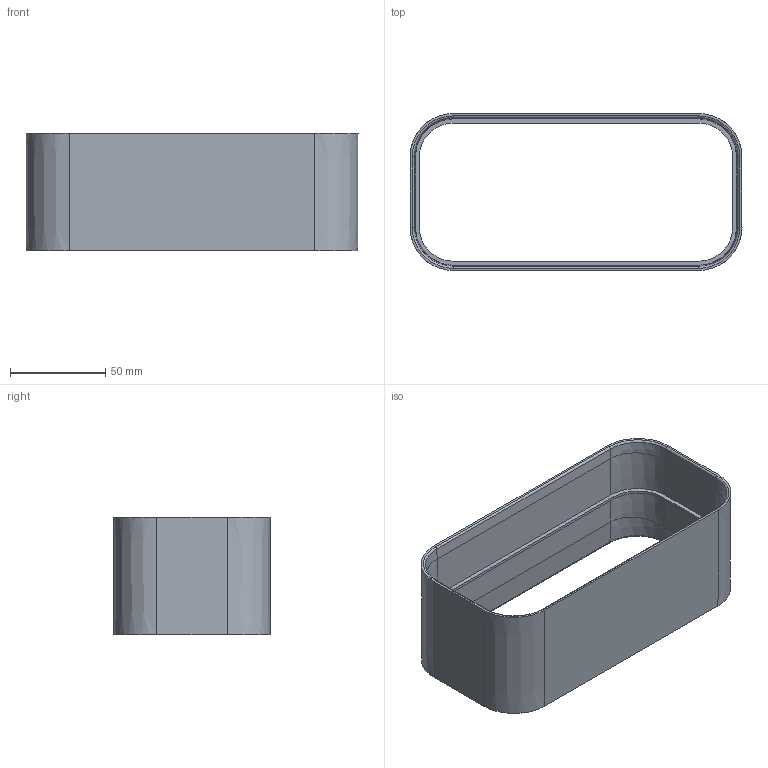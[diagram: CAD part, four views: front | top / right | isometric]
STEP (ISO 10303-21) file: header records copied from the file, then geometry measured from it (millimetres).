
FILE_DESCRIPTION(('STEP AP203'),'1');
FILE_NAME('4033005_V MF-RVB 125 Rohrverbinder.STP','2019-08-13T08:46:44',(' '),(' '),'Spatial InterOp 3D',' ',' ');
FILE_SCHEMA(('CONFIG_CONTROL_DESIGN'));
Length unit declared in the file: millimetre
Products named in the file (1): 1
Bounding box: 174.5 x 82.5 x 62 mm (x, y, z)
Volume: 71885.9 mm3; surface area: 61326.2 mm2
Topology: 1 solids, 1 shells, 68 faces, 168 edges, 104 vertices
Faces by surface type: plane 28, cone 20, cylinder 12, torus 8
Entity records: 2292 total; most frequent: CARTESIAN_POINT 613, DIRECTION 354, ORIENTED_EDGE 336, EDGE_CURVE 168, AXIS2_PLACEMENT_3D 129, VERTEX_POINT 104, LINE 96, VECTOR 96
